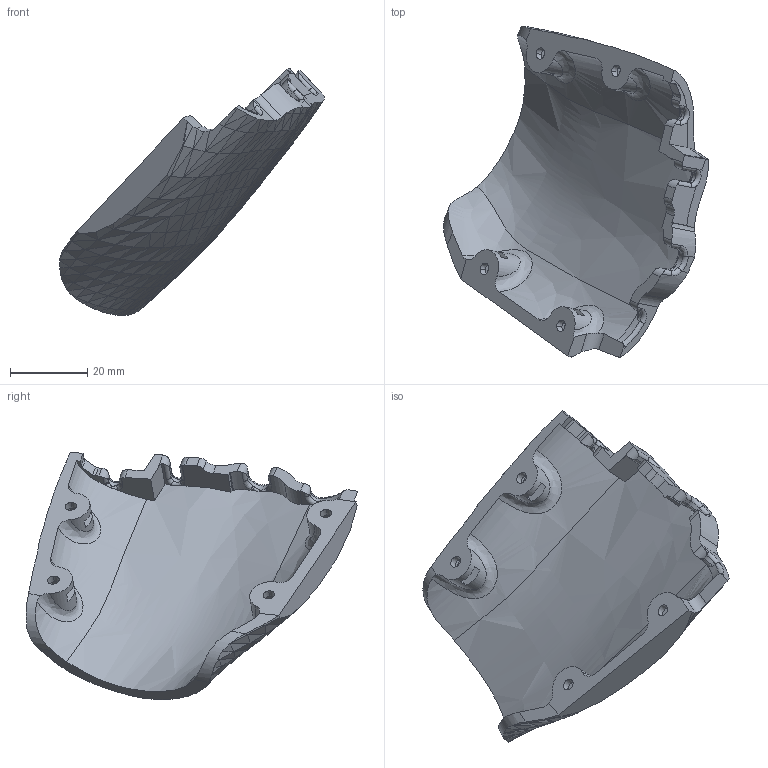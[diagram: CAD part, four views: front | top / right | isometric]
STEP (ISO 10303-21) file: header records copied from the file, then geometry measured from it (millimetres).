
FILE_DESCRIPTION((''),'2;1');
FILE_NAME('OBMP-FDH-1752','2023-10-12T13:28:22',('ccha425'),('Department of Mechanical Engineering, The University of Auckland'),'CREO PARAMETRIC BY PTC INC, 2017260','CREO PARAMETRIC BY PTC INC, 2017260','');
FILE_SCHEMA(('CONFIG_CONTROL_DESIGN'));
Length unit declared in the file: millimetre
Products named in the file (1): OBMP-FDH-1752
Bounding box: 68.83 x 86.13 x 64.14 mm (x, y, z)
Volume: 26114.2 mm3; surface area: 14394 mm2
Topology: 1 solids, 1 shells, 850 faces, 1637 edges, 797 vertices
Faces by surface type: plane 757, cylinder 62, bspline 21, torus 9, extrusion 1
Entity records: 23055 total; most frequent: CARTESIAN_POINT 6742, ORIENTED_EDGE 3274, DIRECTION 3224, EDGE_CURVE 1637, VECTOR 1310, LINE 1309, AXIS2_PLACEMENT_3D 957, EDGE_LOOP 866
